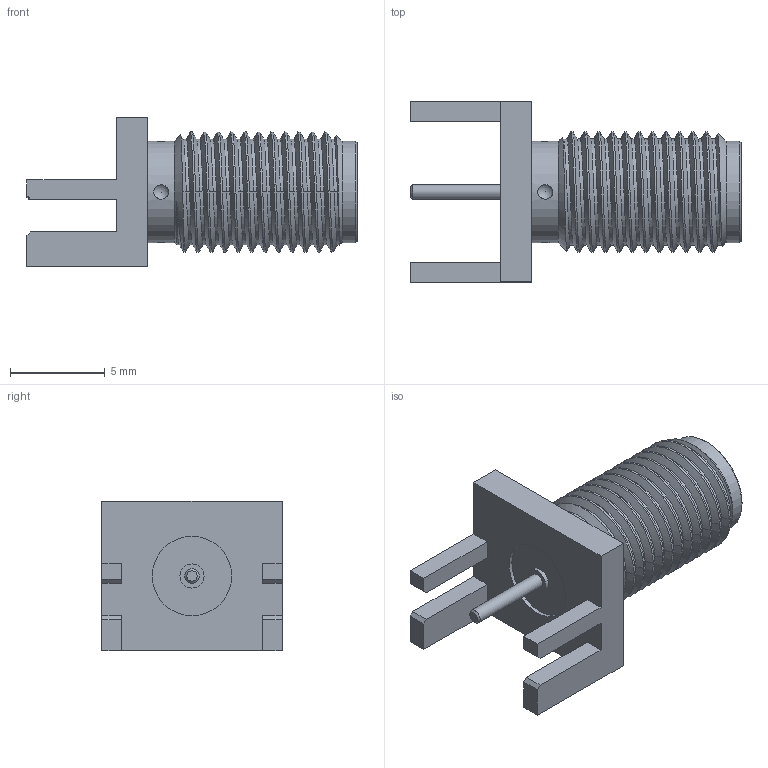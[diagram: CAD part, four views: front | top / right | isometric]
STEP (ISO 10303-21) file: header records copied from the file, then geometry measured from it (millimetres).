
FILE_DESCRIPTION(('FreeCAD Model'),'2;1');
FILE_NAME('Open CASCADE Shape Model','2024-10-02T13:31:40',( 'kicad StepUp'),('ksu MCAD'),'Open CASCADE STEP processor 7.8', 'FreeCAD','Unknown');
FILE_SCHEMA(('AUTOMOTIVE_DESIGN { 1 0 10303 214 1 1 1 1 }'));
Length unit declared in the file: millimetre
Products named in the file (1): SMA_Amphenol_132289_EdgeMount
Bounding box: 17.45 x 9.52 x 7.92 mm (x, y, z)
Volume: 416.7 mm3; surface area: 647.5 mm2
Topology: 1 solids, 1 shells, 111 faces, 254 edges, 151 vertices
Faces by surface type: bspline 39, plane 37, cylinder 23, cone 8, sphere 4
Full cylindrical faces by diameter (mm): 0.76 x1, 0.97 x1, 1.27 x1, 4 x1, 4.2 x1, 4.597 x1, 5.385 x2, 6.35 x10
Entity records: 6085 total; most frequent: CARTESIAN_POINT 3850, ORIENTED_EDGE 500, DIRECTION 337, EDGE_CURVE 250, VERTEX_POINT 151, FACE_BOUND 121, EDGE_LOOP 121, AXIS2_PLACEMENT_3D 116
